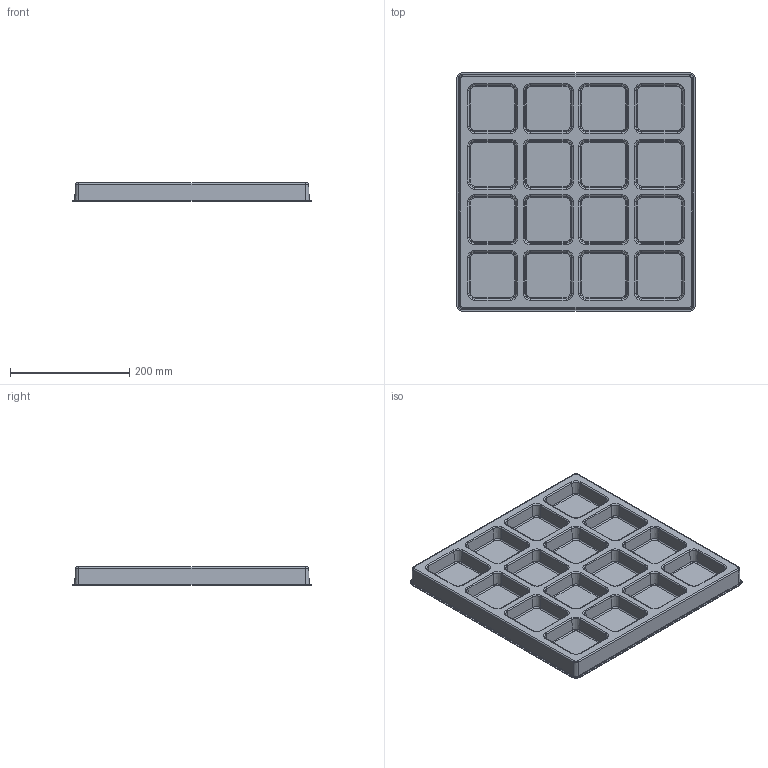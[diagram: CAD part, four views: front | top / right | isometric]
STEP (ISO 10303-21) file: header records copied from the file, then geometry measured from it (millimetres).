
FILE_DESCRIPTION (( 'STEP AP203' ), '1' );
FILE_NAME ('simu pièces.STEP', '2017-05-17T13:20:41', ( 'BE1' ), ( 'Hewlett-Packard Company' ), 'SwSTEP 2.0', 'SolidWorks 2017', '' );
FILE_SCHEMA (( 'CONFIG_CONTROL_DESIGN' ));
Length unit declared in the file: millimetre
Products named in the file (1): simu pièces
Bounding box: 400 x 400 x 30.5 mm (x, y, z)
Volume: 2254250.8 mm3; surface area: 469713.2 mm2
Topology: 1 solids, 1 shells, 435 faces, 976 edges, 560 vertices
Faces by surface type: cylinder 140, torus 136, plane 91, cone 68
Entity records: 12103 total; most frequent: DIRECTION 2400, CARTESIAN_POINT 1972, ORIENTED_EDGE 1952, AXIS2_PLACEMENT_3D 988, EDGE_CURVE 976, VERTEX_POINT 560, CIRCLE 552, EDGE_LOOP 452
